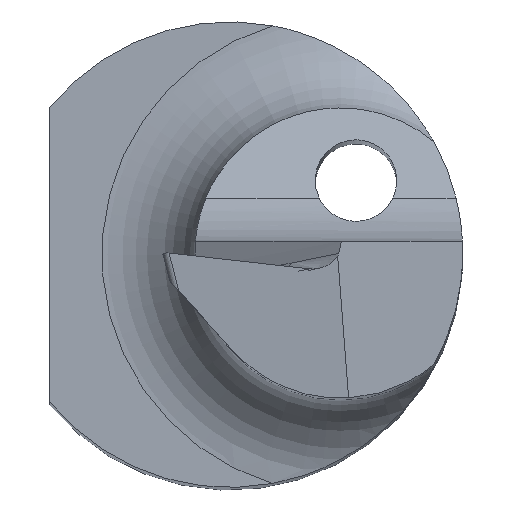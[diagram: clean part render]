
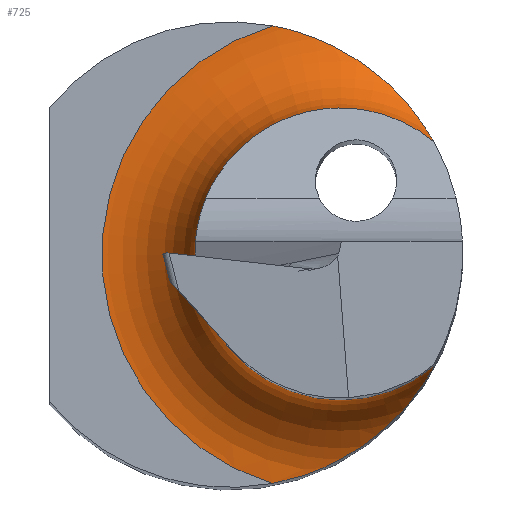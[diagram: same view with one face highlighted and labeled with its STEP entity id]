
A CAD part, top view. The second image highlights one B-rep face of the part: STEP entity #725.
In plain terms, the highlighted toroidal (fillet/blend) face has major radius 2.05 mm and minor radius 0.8 mm.
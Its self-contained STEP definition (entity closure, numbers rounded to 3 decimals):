
#14 = DIRECTION ( 'NONE',  ( 0., 0., 1. ) ) ;
#24 = CARTESIAN_POINT ( 'NONE',  ( 0.368, 1.966, 14. ) ) ;
#25 = B_SPLINE_CURVE_WITH_KNOTS ( 'NONE', 3,
 ( #39, #606, #738, #100, #160, #223, #552, #362, #295, #413, #409, #481 ),
 .UNSPECIFIED., .F., .F.,
 ( 4, 2, 2, 2, 2, 4 ),
 ( 0., 0., 0.001, 0.001, 0.002, 0.002 ),
 .UNSPECIFIED. ) ;
#29 = CARTESIAN_POINT ( 'NONE',  ( 1.156, -1.64, 14.103 ) ) ;
#35 = CARTESIAN_POINT ( 'NONE',  ( 1.013, -1.733, 14.063 ) ) ;
#39 = CARTESIAN_POINT ( 'NONE',  ( 1.758, 0.954, 14.8 ) ) ;
#65 = AXIS2_PLACEMENT_3D ( 'NONE', #123, #198, #448 ) ;
#78 = ORIENTED_EDGE ( 'NONE', *, *, #345, .T. ) ;
#84 = DIRECTION ( 'NONE',  ( -1., 0., 0. ) ) ;
#100 = CARTESIAN_POINT ( 'NONE',  ( 1.681, 1.085, 14.494 ) ) ;
#102 = CARTESIAN_POINT ( 'NONE',  ( 1.758, -0.954, 14.8 ) ) ;
#123 = CARTESIAN_POINT ( 'NONE',  ( 0.95, 0., 14.8 ) ) ;
#153 = CARTESIAN_POINT ( 'NONE',  ( 1.758, -0.954, 14.8 ) ) ;
#157 = CARTESIAN_POINT ( 'NONE',  ( 0.54, -1.934, 14. ) ) ;
#160 = CARTESIAN_POINT ( 'NONE',  ( 1.644, 1.141, 14.438 ) ) ;
#164 = CARTESIAN_POINT ( 'NONE',  ( 0.368, -1.966, 14. ) ) ;
#178 = ORIENTED_EDGE ( 'NONE', *, *, #716, .T. ) ;
#198 = DIRECTION ( 'NONE',  ( 0., 0., -1. ) ) ;
#223 = CARTESIAN_POINT ( 'NONE',  ( 1.515, 1.314, 14.289 ) ) ;
#240 = ORIENTED_EDGE ( 'NONE', *, *, #797, .T. ) ;
#249 = VERTEX_POINT ( 'NONE', #24 ) ;
#252 = DIRECTION ( 'NONE',  ( -1., 0., 0. ) ) ;
#264 = CARTESIAN_POINT ( 'NONE',  ( 0.368, -1.966, 14. ) ) ;
#268 = VERTEX_POINT ( 'NONE', #528 ) ;
#275 = VERTEX_POINT ( 'NONE', #264 ) ;
#295 = CARTESIAN_POINT ( 'NONE',  ( 1.013, 1.733, 14.063 ) ) ;
#345 = EDGE_CURVE ( 'NONE', #268, #249, #25, .T. ) ;
#362 = CARTESIAN_POINT ( 'NONE',  ( 1.156, 1.641, 14.102 ) ) ;
#372 = EDGE_CURVE ( 'NONE', #275, #401, #663, .T. ) ;
#380 = CARTESIAN_POINT ( 'NONE',  ( 0.95, 0., 14.8 ) ) ;
#384 = FACE_OUTER_BOUND ( 'NONE', #484, .T. ) ;
#389 = TOROIDAL_SURFACE ( 'NONE', #734, 2.05, 0.8 ) ;
#401 = VERTEX_POINT ( 'NONE', #102 ) ;
#409 = CARTESIAN_POINT ( 'NONE',  ( 0.54, 1.934, 14. ) ) ;
#412 = CARTESIAN_POINT ( 'NONE',  ( 1.738, -0.991, 14.63 ) ) ;
#413 = CARTESIAN_POINT ( 'NONE',  ( 0.703, 1.88, 14.011 ) ) ;
#418 = CARTESIAN_POINT ( 'NONE',  ( 0.703, -1.88, 14.011 ) ) ;
#448 = DIRECTION ( 'NONE',  ( -1., 0., 0. ) ) ;
#469 = CARTESIAN_POINT ( 'NONE',  ( 0.95, 0., 14. ) ) ;
#471 = CARTESIAN_POINT ( 'NONE',  ( 1.515, -1.313, 14.289 ) ) ;
#472 = DIRECTION ( 'NONE',  ( 0., 0., 1. ) ) ;
#475 = CARTESIAN_POINT ( 'NONE',  ( 1.681, -1.085, 14.495 ) ) ;
#481 = CARTESIAN_POINT ( 'NONE',  ( 0.368, 1.966, 14. ) ) ;
#484 = EDGE_LOOP ( 'NONE', ( #656, #178, #78, #240 ) ) ;
#528 = CARTESIAN_POINT ( 'NONE',  ( 1.758, 0.954, 14.8 ) ) ;
#552 = CARTESIAN_POINT ( 'NONE',  ( 1.408, 1.43, 14.217 ) ) ;
#559 = CIRCLE ( 'NONE', #654, 2.05 ) ;
#606 = CARTESIAN_POINT ( 'NONE',  ( 1.758, 0.954, 14.711 ) ) ;
#654 = AXIS2_PLACEMENT_3D ( 'NONE', #469, #472, #84 ) ;
#656 = ORIENTED_EDGE ( 'NONE', *, *, #372, .T. ) ;
#663 = B_SPLINE_CURVE_WITH_KNOTS ( 'NONE', 3,
 ( #164, #157, #418, #35, #29, #799, #471, #677, #475, #412, #731, #153 ),
 .UNSPECIFIED., .F., .F.,
 ( 4, 2, 2, 2, 2, 4 ),
 ( 0., 0.001, 0.001, 0.002, 0.002, 0.002 ),
 .UNSPECIFIED. ) ;
#677 = CARTESIAN_POINT ( 'NONE',  ( 1.644, -1.142, 14.438 ) ) ;
#716 = EDGE_CURVE ( 'NONE', #401, #268, #728, .T. ) ;
#725 = ADVANCED_FACE ( 'NONE', ( #384 ), #389, .F. ) ;
#728 = CIRCLE ( 'NONE', #65, 1.25 ) ;
#731 = CARTESIAN_POINT ( 'NONE',  ( 1.758, -0.954, 14.711 ) ) ;
#734 = AXIS2_PLACEMENT_3D ( 'NONE', #380, #14, #252 ) ;
#738 = CARTESIAN_POINT ( 'NONE',  ( 1.738, 0.991, 14.63 ) ) ;
#797 = EDGE_CURVE ( 'NONE', #249, #275, #559, .T. ) ;
#799 = CARTESIAN_POINT ( 'NONE',  ( 1.406, -1.431, 14.216 ) ) ;
